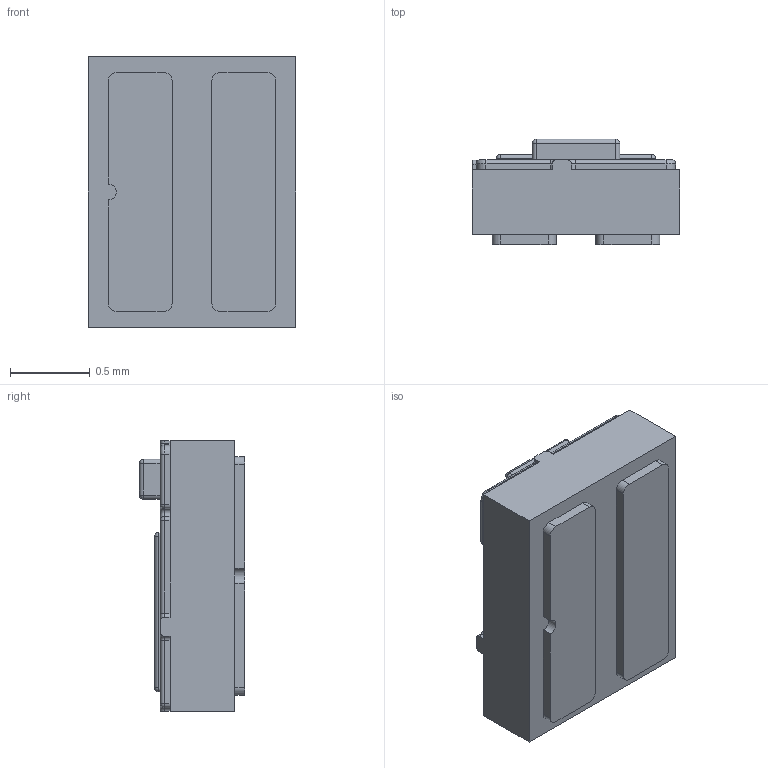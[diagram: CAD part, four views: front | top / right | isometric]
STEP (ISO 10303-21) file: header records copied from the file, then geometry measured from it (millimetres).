
FILE_DESCRIPTION(/* description */ (''),/* implementation_level */ '2;1');
FILE_NAME(/* name */ 'LUXEON Z InGaN Direct Color 0660 v2.step',/* time_stamp */ '2020-07-05T04:23:17-07:00',/* author */ (''),/* organization */ (''),/* preprocessor_version */ 'ST-DEVELOPER v18.1',/* originating_system */ 'Autodesk Translation Framework v9.3.0.1241',/* authorisation */ '');
FILE_SCHEMA (('AUTOMOTIVE_DESIGN { 1 0 10303 214 3 1 1 }'));
Length unit declared in the file: millimetre
Products named in the file (1): LUXEON Z InGaN Direct Color 0660
Bounding box: 1.3 x 0.66 x 1.7 mm (x, y, z)
Volume: 1.1 mm3; surface area: 8 mm2
Topology: 1 solids, 1 shells, 135 faces, 342 edges, 199 vertices
Faces by surface type: cylinder 61, plane 49, sphere 13, torus 12
Entity records: 4018 total; most frequent: DIRECTION 733, CARTESIAN_POINT 682, ORIENTED_EDGE 658, EDGE_CURVE 329, AXIS2_PLACEMENT_3D 270, VERTEX_POINT 199, LINE 193, VECTOR 193
